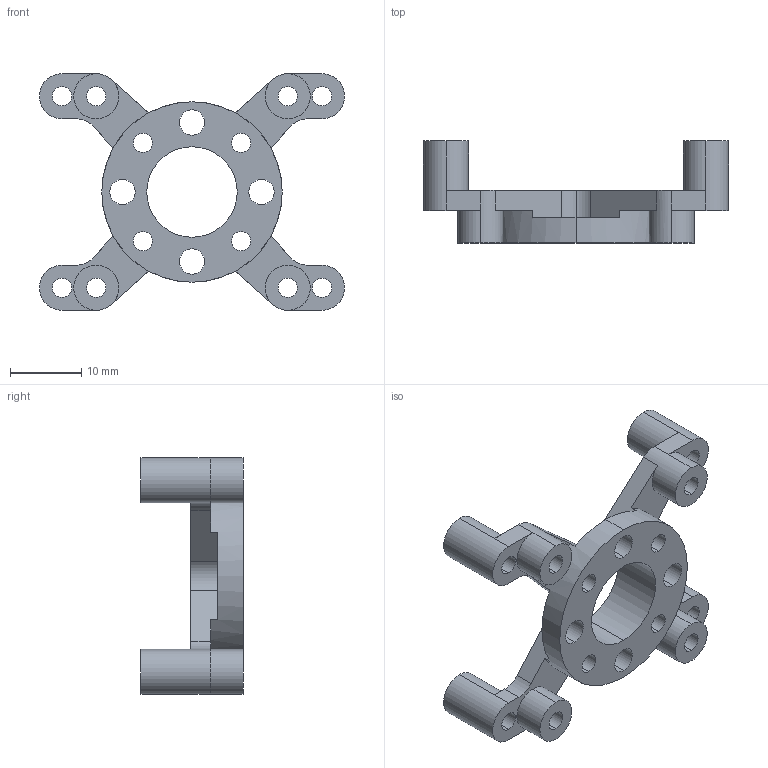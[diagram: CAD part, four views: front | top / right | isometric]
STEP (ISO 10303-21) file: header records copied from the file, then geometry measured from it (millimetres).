
FILE_DESCRIPTION (( 'STEP AP203' ), '1' );
FILE_NAME ('575128 rev2.STEP', '2014-09-30T16:47:29', ( 'Kyle' ), ( 'Microsoft' ), 'SwSTEP 2.0', 'SolidWorks 2014', '' );
FILE_SCHEMA (( 'CONFIG_CONTROL_DESIGN' ));
Length unit declared in the file: inch
Products named in the file (1): 575128 rev2
Bounding box: 42.93 x 14.35 x 33.29 mm (x, y, z)
Volume: 3875 mm3; surface area: 4386.1 mm2
Topology: 1 solids, 1 shells, 95 faces, 267 edges, 174 vertices
Faces by surface type: cylinder 61, plane 34
Entity records: 3266 total; most frequent: DIRECTION 593, CARTESIAN_POINT 537, ORIENTED_EDGE 534, EDGE_CURVE 267, AXIS2_PLACEMENT_3D 230, VERTEX_POINT 174, CIRCLE 134, VECTOR 133
